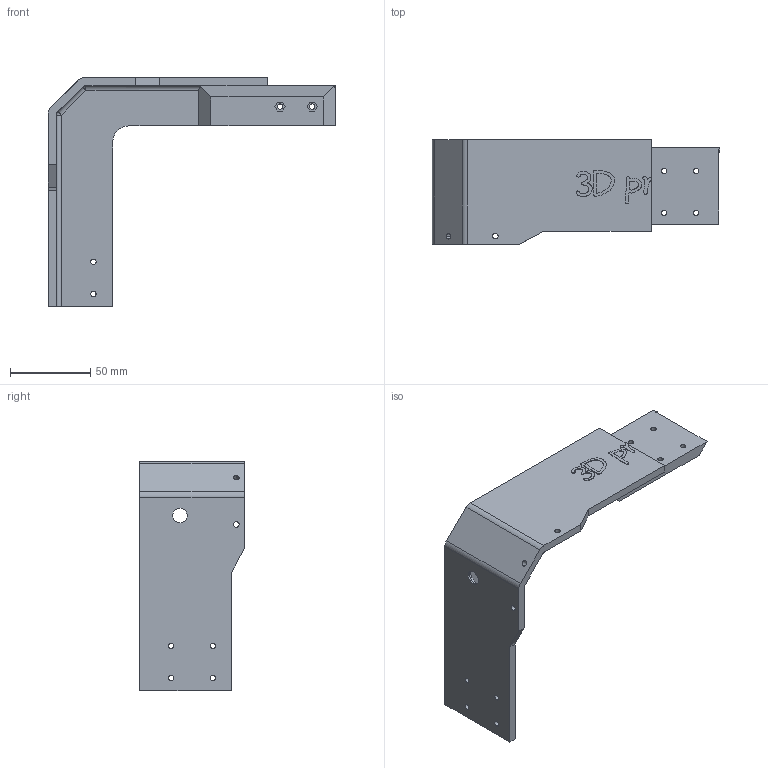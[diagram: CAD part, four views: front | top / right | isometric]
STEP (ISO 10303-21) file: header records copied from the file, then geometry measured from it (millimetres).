
FILE_DESCRIPTION (( 'STEP AP203' ), '1' );
FILE_NAME ('奻裔3.step', '2020-08-13T07:40:00', ( '' ), ( '' ), 'SwSTEP 2.0', 'SolidWorks 2018', '' );
FILE_SCHEMA (( 'CONFIG_CONTROL_DESIGN' ));
Length unit declared in the file: millimetre
Products named in the file (1): 奻裔3
Bounding box: 178.5 x 65 x 142.8 mm (x, y, z)
Volume: 149155 mm3; surface area: 56441.9 mm2
Topology: 1 solids, 1 shells, 517 faces, 1498 edges, 994 vertices
Faces by surface type: plane 469, cylinder 46, sphere 2
Entity records: 16861 total; most frequent: CARTESIAN_POINT 3020, ORIENTED_EDGE 2992, DIRECTION 2618, EDGE_CURVE 1496, LINE 1402, VECTOR 1402, VERTEX_POINT 994, AXIS2_PLACEMENT_3D 608
